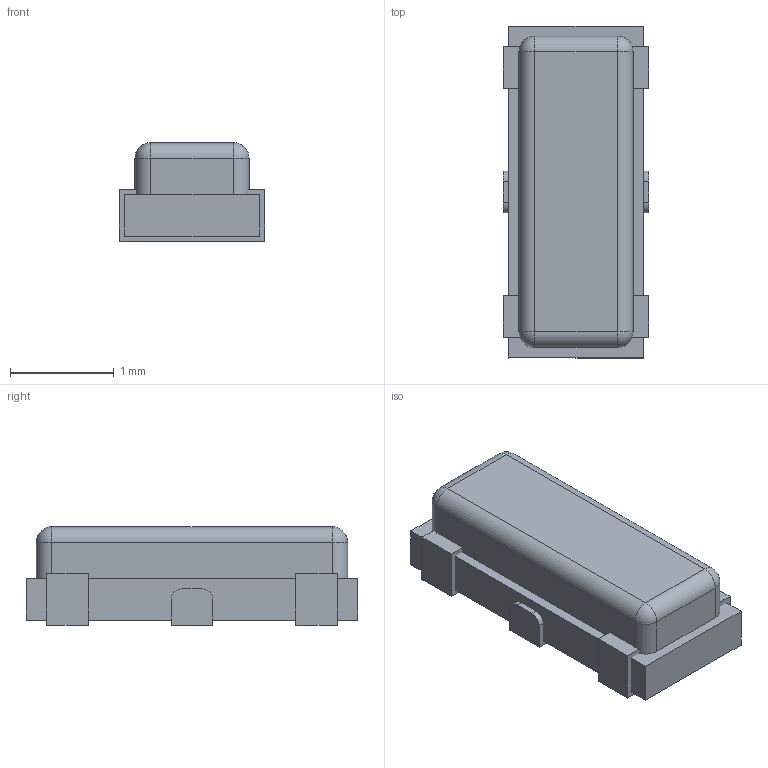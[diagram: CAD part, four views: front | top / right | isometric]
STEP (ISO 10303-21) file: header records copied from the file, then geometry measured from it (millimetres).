
FILE_DESCRIPTION(('FreeCAD Model'),'2;1');
FILE_NAME('Compound.step','2016-10-17T18:31:04',('Author'),(''), 'Open CASCADE STEP processor 6.8','FreeCAD','Unknown');
FILE_SCHEMA(('AUTOMOTIVE_DESIGN_CC2 { 1 2 10303 214 -1 1 5 4 }'));
Length unit declared in the file: millimetre
Products named in the file (2): ASSEMBLY; Compound
Assembly tree (1 placements, depth 2):
  ASSEMBLY
    Compound
Bounding box: 1.4 x 3.2 x 0.95 mm (x, y, z)
Volume: 4 mm3; surface area: 30 mm2
Topology: 5 solids, 5 shells, 44 faces, 94 edges, 56 vertices
Faces by surface type: plane 30, cylinder 10, sphere 4
Entity records: 2645 total; most frequent: CARTESIAN_POINT 430, DIRECTION 359, LINE 226, VECTOR 226, ORIENTED_EDGE 180, PCURVE 180, DEFINITIONAL_REPRESENTATION 180, EDGE_CURVE 90
